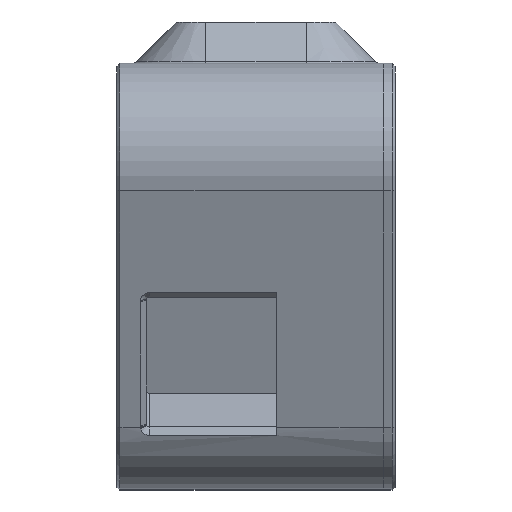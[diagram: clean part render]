
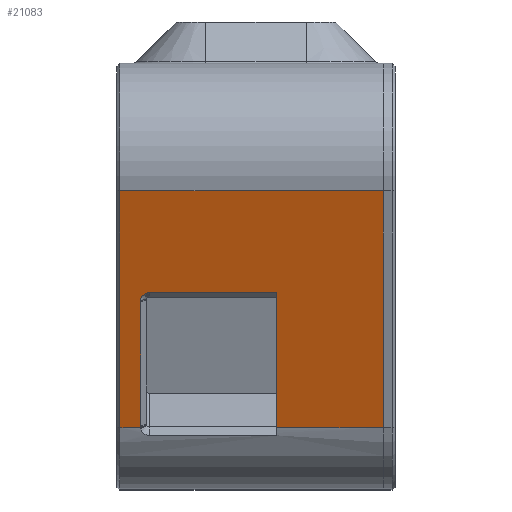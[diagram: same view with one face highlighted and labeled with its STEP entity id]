
A CAD part, top view. The second image highlights one B-rep face of the part: STEP entity #21083.
In plain terms, the highlighted planar face has unit normal (0, -0.351, 0.936).
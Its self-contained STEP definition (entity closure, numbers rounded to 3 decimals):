
#126=B_SPLINE_CURVE_WITH_KNOTS('',3,(#30432,#30433,#30434,#30435),
 .UNSPECIFIED.,.F.,.F.,(4,4),(-1.571,-1.504),
 .UNSPECIFIED.);
#127=B_SPLINE_CURVE_WITH_KNOTS('',3,(#30437,#30438,#30439,#30440),
 .UNSPECIFIED.,.F.,.F.,(4,4),(4.244,4.262),
 .UNSPECIFIED.);
#128=B_SPLINE_CURVE_WITH_KNOTS('',3,(#30444,#30445,#30446,#30447),
 .UNSPECIFIED.,.F.,.F.,(4,4),(1.985,2.003),
 .UNSPECIFIED.);
#129=B_SPLINE_CURVE_WITH_KNOTS('',3,(#30449,#30450,#30451,#30452,#30453),
 .UNSPECIFIED.,.F.,.F.,(4,1,4),(0.,0.898,
1.571),.UNSPECIFIED.);
#1590=FACE_OUTER_BOUND('',#2807,.T.);
#2807=EDGE_LOOP('',(#14770,#14771,#14772,#14773,#14774,#14775,#14776,#14777,
#14778,#14779,#14780,#14781));
#4389=LINE('',#30403,#6746);
#4397=LINE('',#30426,#6754);
#4398=LINE('',#30430,#6755);
#4399=LINE('',#30442,#6756);
#4400=LINE('',#30455,#6757);
#4401=LINE('',#30457,#6758);
#4402=LINE('',#30459,#6759);
#4403=LINE('',#30460,#6760);
#6746=VECTOR('',#24530,10.);
#6754=VECTOR('',#24556,10.);
#6755=VECTOR('',#24561,10.);
#6756=VECTOR('',#24562,10.);
#6757=VECTOR('',#24563,10.);
#6758=VECTOR('',#24564,10.);
#6759=VECTOR('',#24565,10.);
#6760=VECTOR('',#24566,10.);
#9049=VERTEX_POINT('',#30397);
#9050=VERTEX_POINT('',#30401);
#9056=VERTEX_POINT('',#30425);
#9057=VERTEX_POINT('',#30429);
#9058=VERTEX_POINT('',#30431);
#9059=VERTEX_POINT('',#30436);
#9060=VERTEX_POINT('',#30441);
#9061=VERTEX_POINT('',#30443);
#9062=VERTEX_POINT('',#30448);
#9063=VERTEX_POINT('',#30454);
#9064=VERTEX_POINT('',#30456);
#9065=VERTEX_POINT('',#30458);
#11232=EDGE_CURVE('',#9050,#9049,#4389,.T.);
#11243=EDGE_CURVE('',#9049,#9056,#4397,.T.);
#11245=EDGE_CURVE('',#9050,#9057,#4398,.T.);
#11246=EDGE_CURVE('',#9058,#9057,#126,.T.);
#11247=EDGE_CURVE('',#9059,#9058,#127,.T.);
#11248=EDGE_CURVE('',#9060,#9059,#4399,.T.);
#11249=EDGE_CURVE('',#9061,#9060,#128,.T.);
#11250=EDGE_CURVE('',#9062,#9061,#129,.T.);
#11251=EDGE_CURVE('',#9063,#9062,#4400,.T.);
#11252=EDGE_CURVE('',#9063,#9064,#4401,.T.);
#11253=EDGE_CURVE('',#9064,#9065,#4402,.T.);
#11254=EDGE_CURVE('',#9065,#9056,#4403,.T.);
#14770=ORIENTED_EDGE('',*,*,#11232,.F.);
#14771=ORIENTED_EDGE('',*,*,#11245,.T.);
#14772=ORIENTED_EDGE('',*,*,#11246,.F.);
#14773=ORIENTED_EDGE('',*,*,#11247,.F.);
#14774=ORIENTED_EDGE('',*,*,#11248,.F.);
#14775=ORIENTED_EDGE('',*,*,#11249,.F.);
#14776=ORIENTED_EDGE('',*,*,#11250,.F.);
#14777=ORIENTED_EDGE('',*,*,#11251,.F.);
#14778=ORIENTED_EDGE('',*,*,#11252,.T.);
#14779=ORIENTED_EDGE('',*,*,#11253,.T.);
#14780=ORIENTED_EDGE('',*,*,#11254,.T.);
#14781=ORIENTED_EDGE('',*,*,#11243,.F.);
#20258=PLANE('',#22348);
#21083=ADVANCED_FACE('',(#1590),#20258,.T.);
#22348=AXIS2_PLACEMENT_3D('',#30428,#24559,#24560);
#24530=DIRECTION('',(0.,0.936,0.351));
#24556=DIRECTION('',(1.,0.,0.));
#24559=DIRECTION('center_axis',(0.,-0.351,0.936));
#24560=DIRECTION('ref_axis',(0.,-0.936,-0.351));
#24561=DIRECTION('',(1.,0.,0.));
#24562=DIRECTION('',(0.,-0.936,-0.351));
#24563=DIRECTION('',(-1.,0.,0.));
#24564=DIRECTION('',(0.,-0.936,-0.351));
#24565=DIRECTION('',(1.,0.,0.));
#24566=DIRECTION('',(0.,0.936,0.351));
#30397=CARTESIAN_POINT('',(0.5,-21.618,106.981));
#30401=CARTESIAN_POINT('',(0.5,-61.618,91.981));
#30403=CARTESIAN_POINT('',(0.5,-43.823,98.655));
#30425=CARTESIAN_POINT('',(45.,-21.618,106.981));
#30426=CARTESIAN_POINT('',(0.,-21.618,106.981));
#30428=CARTESIAN_POINT('Origin',(0.,-36.,101.588));
#30429=CARTESIAN_POINT('',(4.003,-61.618,91.981));
#30430=CARTESIAN_POINT('',(0.,-61.618,91.981));
#30431=CARTESIAN_POINT('',(4.,-61.525,92.016));
#30432=CARTESIAN_POINT('Ctrl Pts',(4.,-61.525,92.016));
#30433=CARTESIAN_POINT('Ctrl Pts',(4.,-61.556,92.005));
#30434=CARTESIAN_POINT('Ctrl Pts',(4.001,-61.587,91.993));
#30435=CARTESIAN_POINT('Ctrl Pts',(4.003,-61.618,91.981));
#30436=CARTESIAN_POINT('',(4.,-61.36,92.078));
#30437=CARTESIAN_POINT('Ctrl Pts',(4.,-61.36,92.078));
#30438=CARTESIAN_POINT('Ctrl Pts',(4.,-61.415,92.058));
#30439=CARTESIAN_POINT('Ctrl Pts',(4.,-61.47,92.037));
#30440=CARTESIAN_POINT('Ctrl Pts',(4.,-61.525,92.016));
#30441=CARTESIAN_POINT('',(4.,-40.373,99.948));
#30442=CARTESIAN_POINT('',(4.,-43.823,98.655));
#30443=CARTESIAN_POINT('',(4.,-40.208,100.01));
#30444=CARTESIAN_POINT('Ctrl Pts',(4.,-40.208,100.01));
#30445=CARTESIAN_POINT('Ctrl Pts',(4.,-40.263,99.989));
#30446=CARTESIAN_POINT('Ctrl Pts',(4.,-40.318,99.969));
#30447=CARTESIAN_POINT('Ctrl Pts',(4.,-40.373,99.948));
#30448=CARTESIAN_POINT('',(5.5,-38.796,100.54));
#30449=CARTESIAN_POINT('Ctrl Pts',(5.5,-38.796,100.54));
#30450=CARTESIAN_POINT('Ctrl Pts',(5.047,-38.796,100.54));
#30451=CARTESIAN_POINT('Ctrl Pts',(4.266,-39.159,100.403));
#30452=CARTESIAN_POINT('Ctrl Pts',(4.,-39.894,100.128));
#30453=CARTESIAN_POINT('Ctrl Pts',(4.,-40.208,100.01));
#30454=CARTESIAN_POINT('',(27.,-38.796,100.54));
#30455=CARTESIAN_POINT('',(0.,-38.796,100.54));
#30456=CARTESIAN_POINT('',(27.,-61.618,91.981));
#30457=CARTESIAN_POINT('',(27.,-45.672,97.961));
#30458=CARTESIAN_POINT('',(45.,-61.618,91.981));
#30459=CARTESIAN_POINT('',(0.,-61.618,91.981));
#30460=CARTESIAN_POINT('',(45.,-36.632,101.351));
